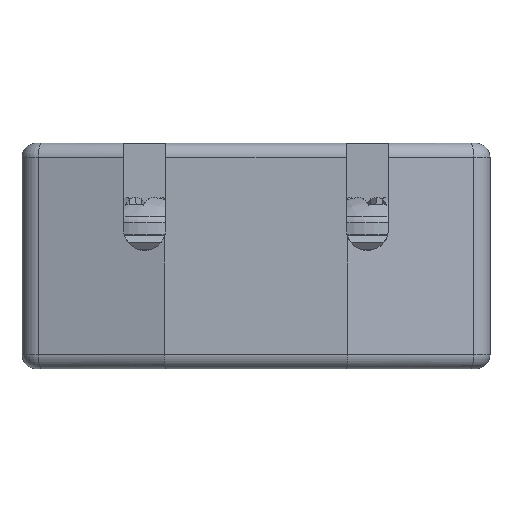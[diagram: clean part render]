
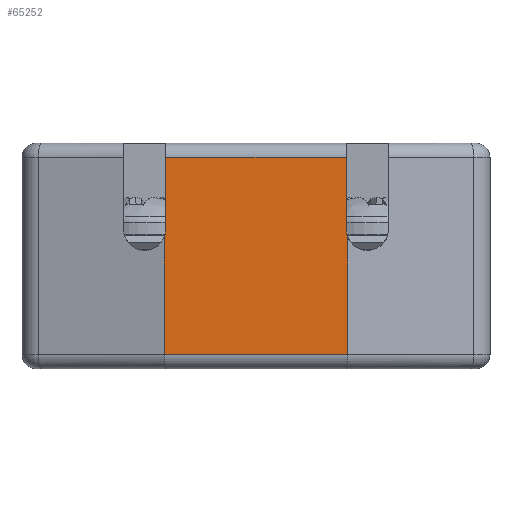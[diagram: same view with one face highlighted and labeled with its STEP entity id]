
A CAD part, left-side view. The second image highlights one B-rep face of the part: STEP entity #65252.
In plain terms, the highlighted planar face has unit normal (-1, 0, 0).
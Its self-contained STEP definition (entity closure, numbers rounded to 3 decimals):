
#1957 = AXIS2_PLACEMENT_3D ( 'NONE', #66791, #34148, #34437 ) ;
#5199 = ORIENTED_EDGE ( 'NONE', *, *, #71246, .T. ) ;
#5205 = VECTOR ( 'NONE', #59407, 1000. ) ;
#6045 = CARTESIAN_POINT ( 'NONE',  ( -20.5, -3.2, 0.95 ) ) ;
#7200 = EDGE_CURVE ( 'NONE', #61311, #25896, #84336, .T. ) ;
#8350 = CARTESIAN_POINT ( 'NONE',  ( -20.5, 3.2, 0.95 ) ) ;
#10941 = CARTESIAN_POINT ( 'NONE',  ( -20.5, 3.25, -3.5 ) ) ;
#13645 = CARTESIAN_POINT ( 'NONE',  ( -20.5, -3.25, -3.5 ) ) ;
#15625 = VECTOR ( 'NONE', #59599, 1000. ) ;
#18933 = CARTESIAN_POINT ( 'NONE',  ( -20.5, 3.2, 3.5 ) ) ;
#19951 = VECTOR ( 'NONE', #31662, 1000. ) ;
#20106 = ORIENTED_EDGE ( 'NONE', *, *, #69594, .T. ) ;
#20733 = EDGE_LOOP ( 'NONE', ( #80353, #71114, #61294, #20106, #70608, #67335, #27310, #5199 ) ) ;
#22416 = CIRCLE ( 'NONE', #1957, 0.75 ) ;
#22767 = LINE ( 'NONE', #59129, #5205 ) ;
#22999 = CARTESIAN_POINT ( 'NONE',  ( -20.5, -3.25, -3.5 ) ) ;
#25691 = CARTESIAN_POINT ( 'NONE',  ( -20.5, -3.95, 0.95 ) ) ;
#25896 = VERTEX_POINT ( 'NONE', #10941 ) ;
#26216 = VERTEX_POINT ( 'NONE', #8350 ) ;
#26923 = CARTESIAN_POINT ( 'NONE',  ( -20.5, -3.2, 3.5 ) ) ;
#27310 = ORIENTED_EDGE ( 'NONE', *, *, #7200, .T. ) ;
#30485 = CIRCLE ( 'NONE', #82822, 0.75 ) ;
#31323 = DIRECTION ( 'NONE',  ( 0., 0., -1. ) ) ;
#31662 = DIRECTION ( 'NONE',  ( 0., 0., 1. ) ) ;
#33015 = EDGE_CURVE ( 'NONE', #26216, #61311, #22416, .T. ) ;
#33269 = VERTEX_POINT ( 'NONE', #26923 ) ;
#34148 = DIRECTION ( 'NONE',  ( 1., 0., 0. ) ) ;
#34437 = DIRECTION ( 'NONE',  ( 0., 0., 1. ) ) ;
#39863 = EDGE_CURVE ( 'NONE', #59833, #48708, #63647, .T. ) ;
#44126 = CARTESIAN_POINT ( 'NONE',  ( -20.5, -3.2, 4. ) ) ;
#44353 = CARTESIAN_POINT ( 'NONE',  ( -20.5, -3.25, 4. ) ) ;
#44609 = LINE ( 'NONE', #13645, #15625 ) ;
#46323 = EDGE_CURVE ( 'NONE', #59833, #76815, #30485, .T. ) ;
#46364 = DIRECTION ( 'NONE',  ( -1., 0., 0. ) ) ;
#48708 = VERTEX_POINT ( 'NONE', #22999 ) ;
#48797 = FACE_OUTER_BOUND ( 'NONE', #20733, .T. ) ;
#49588 = CARTESIAN_POINT ( 'NONE',  ( -20.5, 3.25, 0.681 ) ) ;
#50872 = DIRECTION ( 'NONE',  ( 0., 0., 1. ) ) ;
#54930 = LINE ( 'NONE', #78376, #62143 ) ;
#58466 = DIRECTION ( 'NONE',  ( 0., 1., 0. ) ) ;
#59129 = CARTESIAN_POINT ( 'NONE',  ( -20.5, 3.2, 4. ) ) ;
#59407 = DIRECTION ( 'NONE',  ( 0., 0., 1. ) ) ;
#59599 = DIRECTION ( 'NONE',  ( 0., -1., 0. ) ) ;
#59833 = VERTEX_POINT ( 'NONE', #81636 ) ;
#61294 = ORIENTED_EDGE ( 'NONE', *, *, #63025, .T. ) ;
#61311 = VERTEX_POINT ( 'NONE', #49588 ) ;
#62143 = VECTOR ( 'NONE', #58466, 1000. ) ;
#63025 = EDGE_CURVE ( 'NONE', #76815, #33269, #66444, .T. ) ;
#63566 = VERTEX_POINT ( 'NONE', #18933 ) ;
#63647 = LINE ( 'NONE', #44353, #81181 ) ;
#65252 = ADVANCED_FACE ( 'NONE', ( #48797 ), #80131, .T. ) ;
#66444 = LINE ( 'NONE', #44126, #19951 ) ;
#66747 = VECTOR ( 'NONE', #82879, 1000. ) ;
#66791 = CARTESIAN_POINT ( 'NONE',  ( -20.5, 3.95, 0.95 ) ) ;
#67135 = DIRECTION ( 'NONE',  ( 0., 0., 1. ) ) ;
#67335 = ORIENTED_EDGE ( 'NONE', *, *, #33015, .T. ) ;
#69594 = EDGE_CURVE ( 'NONE', #33269, #63566, #54930, .T. ) ;
#70608 = ORIENTED_EDGE ( 'NONE', *, *, #81209, .F. ) ;
#71114 = ORIENTED_EDGE ( 'NONE', *, *, #46323, .T. ) ;
#71246 = EDGE_CURVE ( 'NONE', #25896, #48708, #44609, .T. ) ;
#71911 = DIRECTION ( 'NONE',  ( 1., 0., 0. ) ) ;
#72641 = CARTESIAN_POINT ( 'NONE',  ( -20.5, 0., 4. ) ) ;
#76815 = VERTEX_POINT ( 'NONE', #6045 ) ;
#78376 = CARTESIAN_POINT ( 'NONE',  ( -20.5, 0., 3.5 ) ) ;
#78555 = AXIS2_PLACEMENT_3D ( 'NONE', #72641, #46364, #67135 ) ;
#80131 = PLANE ( 'NONE',  #78555 ) ;
#80353 = ORIENTED_EDGE ( 'NONE', *, *, #39863, .F. ) ;
#81181 = VECTOR ( 'NONE', #31323, 1000. ) ;
#81209 = EDGE_CURVE ( 'NONE', #26216, #63566, #22767, .T. ) ;
#81636 = CARTESIAN_POINT ( 'NONE',  ( -20.5, -3.25, 0.681 ) ) ;
#82822 = AXIS2_PLACEMENT_3D ( 'NONE', #25691, #71911, #50872 ) ;
#82879 = DIRECTION ( 'NONE',  ( 0., 0., -1. ) ) ;
#83170 = CARTESIAN_POINT ( 'NONE',  ( -20.5, 3.25, 4. ) ) ;
#84336 = LINE ( 'NONE', #83170, #66747 ) ;
